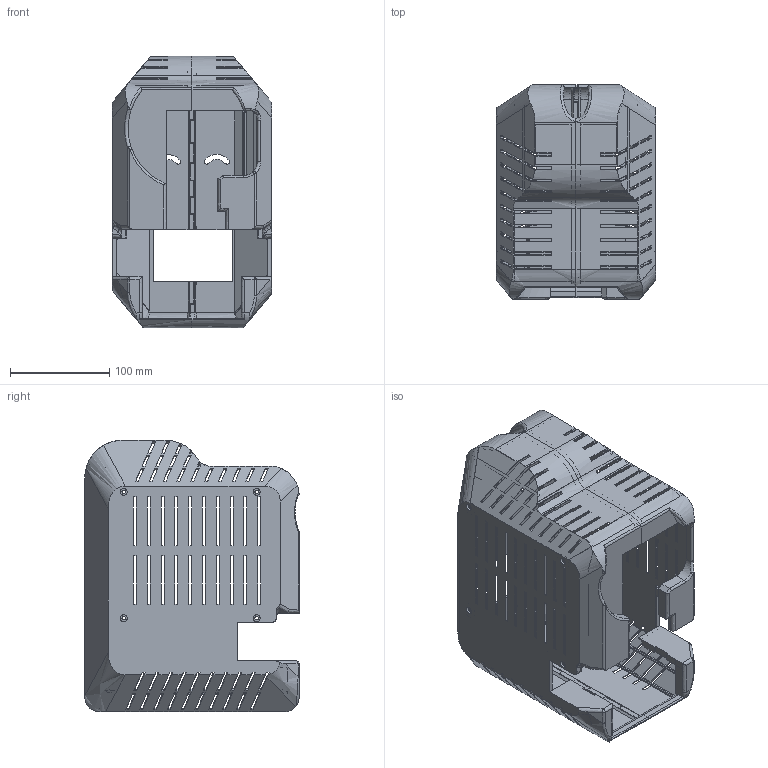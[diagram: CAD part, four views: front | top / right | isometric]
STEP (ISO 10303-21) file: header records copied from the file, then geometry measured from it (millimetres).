
FILE_DESCRIPTION(/* description */ (''),/* implementation_level */ '2;1');
FILE_NAME(/* name */ 'WINCHB~3',/* time_stamp */ '2017-08-01T11:24:52-07:00',/* author */ (''),/* organization */ (''),/* preprocessor_version */ 'ST-DEVELOPER v15',/* originating_system */ '',/* authorisation */ '');
FILE_SCHEMA (('AUTOMOTIVE_DESIGN'));
Length unit declared in the file: millimetre
Products named in the file (1): Document
Bounding box: 160 x 215.63 x 273.2 mm (x, y, z)
Volume: 365648.4 mm3; surface area: 402130 mm2
Topology: 2 solids, 2 shells, 1573 faces, 4741 edges, 3012 vertices
Faces by surface type: plane 1297, bspline 276
Entity records: 51227 total; most frequent: CARTESIAN_POINT 20826, ORIENTED_EDGE 9484, EDGE_CURVE 4742, B_SPLINE_CURVE_WITH_KNOTS 4158, VERTEX_POINT 3013, EDGE_LOOP 1731, ADVANCED_FACE 1573, FACE_OUTER_BOUND 1573
